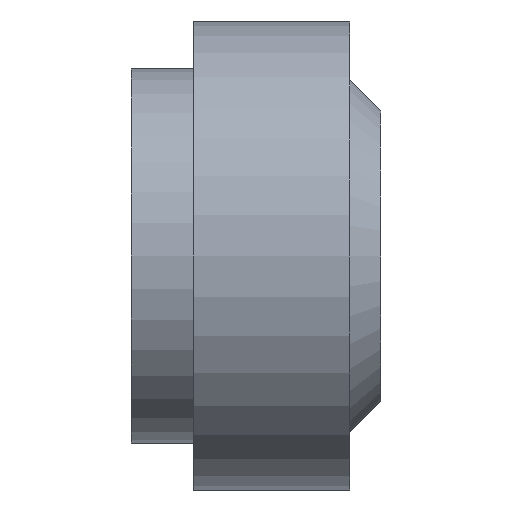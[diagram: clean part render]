
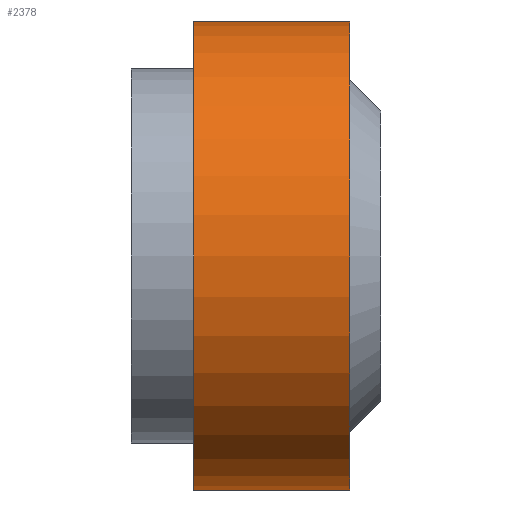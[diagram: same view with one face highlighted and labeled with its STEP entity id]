
A CAD part, left-side view. The second image highlights one B-rep face of the part: STEP entity #2378.
In plain terms, the highlighted cylindrical face has radius 7.5 mm (diameter 15 mm), a partial arc.
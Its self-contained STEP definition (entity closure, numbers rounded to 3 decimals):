
#10 = DIRECTION ( 'NONE',  ( 0., -1., 0. ) ) ;
#80 = LINE ( 'NONE', #1794, #2852 ) ;
#245 = DIRECTION ( 'NONE',  ( 0., 0., 1. ) ) ;
#376 = FACE_OUTER_BOUND ( 'NONE', #4261, .T. ) ;
#425 = EDGE_CURVE ( 'NONE', #4146, #1040, #2525, .T. ) ;
#494 = AXIS2_PLACEMENT_3D ( 'NONE', #2431, #3773, #4045 ) ;
#742 = CARTESIAN_POINT ( 'NONE',  ( 0., 1., 0. ) ) ;
#929 = DIRECTION ( 'NONE',  ( 0., 1., 0. ) ) ;
#951 = EDGE_CURVE ( 'NONE', #3123, #4146, #80, .T. ) ;
#1026 = DIRECTION ( 'NONE',  ( 0., 0., -1. ) ) ;
#1028 = ORIENTED_EDGE ( 'NONE', *, *, #425, .F. ) ;
#1040 = VERTEX_POINT ( 'NONE', #3718 ) ;
#1343 = CARTESIAN_POINT ( 'NONE',  ( 0., 8., -7.5 ) ) ;
#1432 = EDGE_CURVE ( 'NONE', #3064, #1040, #1723, .T. ) ;
#1723 = LINE ( 'NONE', #1343, #3755 ) ;
#1794 = CARTESIAN_POINT ( 'NONE',  ( 0., 8., 7.5 ) ) ;
#2110 = AXIS2_PLACEMENT_3D ( 'NONE', #742, #2684, #1026 ) ;
#2378 = ADVANCED_FACE ( 'NONE', ( #376 ), #2694, .T. ) ;
#2431 = CARTESIAN_POINT ( 'NONE',  ( 0., 8., 0. ) ) ;
#2443 = DIRECTION ( 'NONE',  ( 0., -1., 0. ) ) ;
#2525 = CIRCLE ( 'NONE', #2110, 7.5 ) ;
#2579 = CARTESIAN_POINT ( 'NONE',  ( 0., 6., 0. ) ) ;
#2633 = CARTESIAN_POINT ( 'NONE',  ( 0., 6., -7.5 ) ) ;
#2643 = ORIENTED_EDGE ( 'NONE', *, *, #2819, .F. ) ;
#2684 = DIRECTION ( 'NONE',  ( 0., -1., 0. ) ) ;
#2686 = AXIS2_PLACEMENT_3D ( 'NONE', #2579, #929, #245 ) ;
#2694 = CYLINDRICAL_SURFACE ( 'NONE', #494, 7.5 ) ;
#2819 = EDGE_CURVE ( 'NONE', #3064, #3123, #3745, .T. ) ;
#2852 = VECTOR ( 'NONE', #2443, 1000. ) ;
#3050 = ORIENTED_EDGE ( 'NONE', *, *, #1432, .T. ) ;
#3064 = VERTEX_POINT ( 'NONE', #2633 ) ;
#3123 = VERTEX_POINT ( 'NONE', #4267 ) ;
#3251 = CARTESIAN_POINT ( 'NONE',  ( 0., 1., 7.5 ) ) ;
#3718 = CARTESIAN_POINT ( 'NONE',  ( 0., 1., -7.5 ) ) ;
#3745 = CIRCLE ( 'NONE', #2686, 7.5 ) ;
#3755 = VECTOR ( 'NONE', #10, 1000. ) ;
#3773 = DIRECTION ( 'NONE',  ( 0., -1., 0. ) ) ;
#4045 = DIRECTION ( 'NONE',  ( 0., 0., -1. ) ) ;
#4143 = ORIENTED_EDGE ( 'NONE', *, *, #951, .F. ) ;
#4146 = VERTEX_POINT ( 'NONE', #3251 ) ;
#4261 = EDGE_LOOP ( 'NONE', ( #4143, #2643, #3050, #1028 ) ) ;
#4267 = CARTESIAN_POINT ( 'NONE',  ( 0., 6., 7.5 ) ) ;
